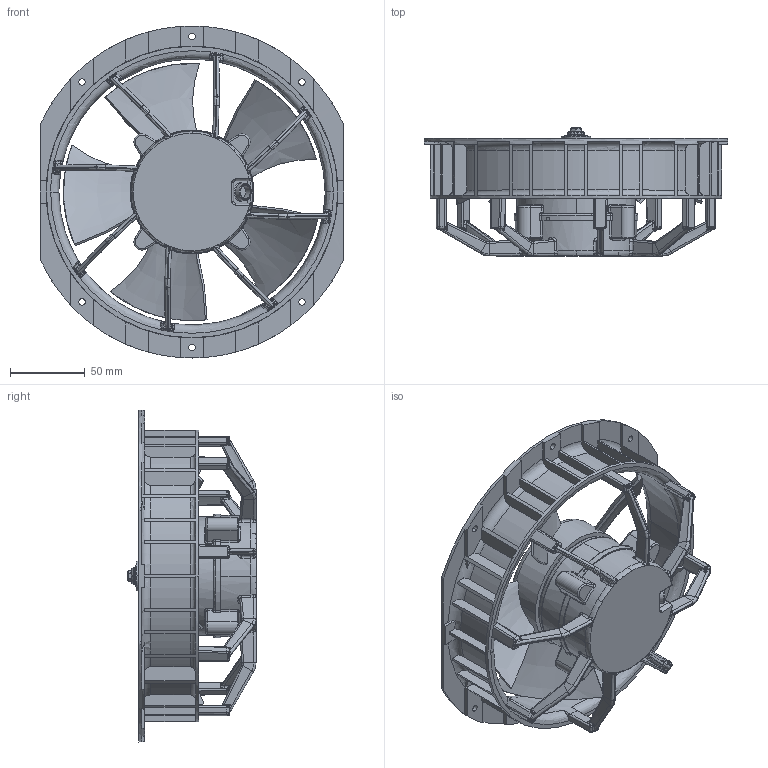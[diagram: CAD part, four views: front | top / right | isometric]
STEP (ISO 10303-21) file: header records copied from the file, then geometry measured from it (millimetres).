
FILE_DESCRIPTION((''),'2;1');
FILE_NAME('PRT0002','2018-01-17T',('WEICHE.WEI'),(''),'CREO PARAMETRIC BY PTC INC, 2015080','CREO PARAMETRIC BY PTC INC, 2015080','');
FILE_SCHEMA(('CONFIG_CONTROL_DESIGN'));
Length unit declared in the file: millimetre
Products named in the file (1): PRT0002
Bounding box: 203 x 85.7 x 222 mm (x, y, z)
Volume: 557434.3 mm3; surface area: 165643.4 mm2
Topology: 2 solids, 13 shells, 1515 faces, 3959 edges, 2387 vertices
Faces by surface type: bspline 474, plane 435, cylinder 305, torus 142, cone 54, sphere 42, extrusion 35, revolution 28
Entity records: 68827 total; most frequent: CARTESIAN_POINT 36400, ORIENTED_EDGE 7820, DIRECTION 5287, EDGE_CURVE 3910, VERTEX_POINT 2387, AXIS2_PLACEMENT_3D 2065, B_SPLINE_CURVE_WITH_KNOTS 1792, EDGE_LOOP 1545
